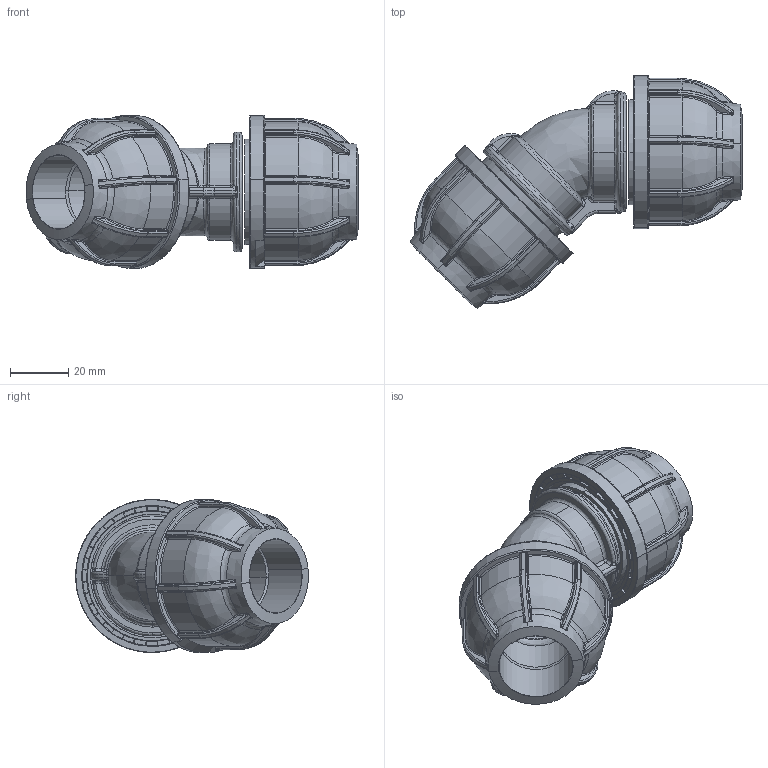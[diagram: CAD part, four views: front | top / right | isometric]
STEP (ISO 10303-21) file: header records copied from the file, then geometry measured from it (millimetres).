
FILE_DESCRIPTION (( 'STEP AP203' ), '1' );
FILE_NAME ('R245.025.025.STEP', '2016-10-18T15:57:27', ( '' ), ( '' ), 'SwSTEP 2.0', 'SolidWorks 2016', '' );
FILE_SCHEMA (( 'CONFIG_CONTROL_DESIGN' ));
Length unit declared in the file: millimetre
Products named in the file (1): R245.025.025
Bounding box: 113.66 x 79.72 x 52.42 mm (x, y, z)
Surface area: 37514.8 mm2 (no closed solid volume)
Topology: 0 solids, 11 shells, 1103 faces, 3300 edges, 2050 vertices
Faces by surface type: bspline 561, cylinder 310, plane 210, cone 22
Entity records: 55099 total; most frequent: CARTESIAN_POINT 30579, ORIENTED_EDGE 5399, DIRECTION 4275, EDGE_CURVE 3266, VERTEX_POINT 2050, AXIS2_PLACEMENT_3D 1725, CIRCLE 1182, EDGE_LOOP 1111
